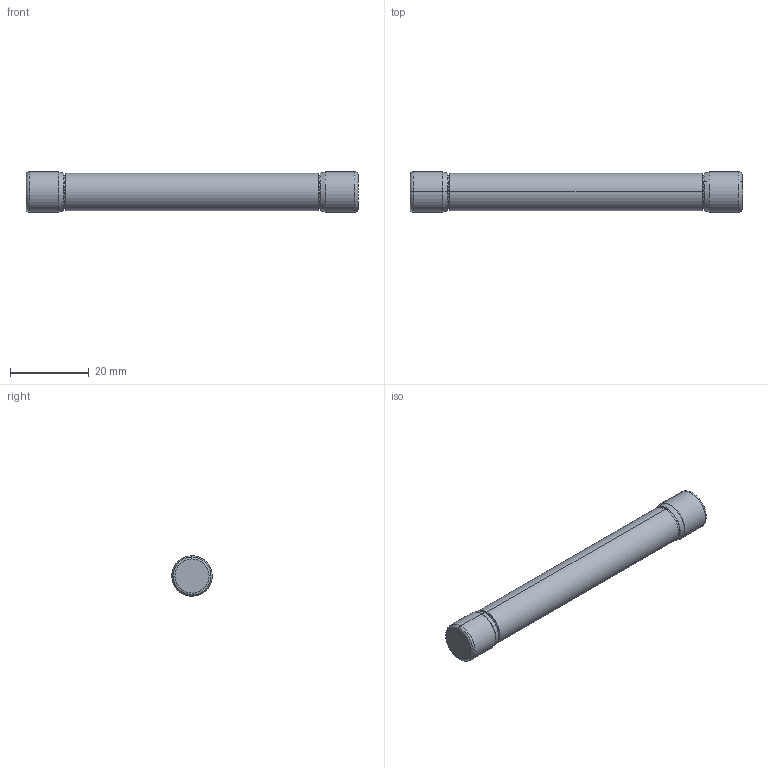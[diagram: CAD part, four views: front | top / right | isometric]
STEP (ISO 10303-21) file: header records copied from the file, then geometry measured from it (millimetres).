
FILE_DESCRIPTION (( 'STEP AP214' ), '1' );
FILE_NAME ('OUT-1205343.STEP', '2023-03-10T17:48:50', ( '' ), ( '' ), 'SwSTEP 2.0', 'SolidWorks 2021', '' );
FILE_SCHEMA (( 'AUTOMOTIVE_DESIGN' ));
Length unit declared in the file: inch
Products named in the file (5): 130326; 140124_AS ASSEMBLED; 330666_AS ASSEMBLED; OUT-1205343; 102218-02_CRIMPED
Assembly tree (7 placements, depth 2):
  OUT-1205343
    130326
    140124_AS ASSEMBLED  x2
    330666_AS ASSEMBLED  x2
    102218-02_CRIMPED  x2
Bounding box: 84.45 x 10.26 x 10.26 mm (x, y, z)
Volume: 3603.2 mm3; surface area: 6685.6 mm2
Topology: 7 solids, 7 shells, 180 faces, 400 edges, 240 vertices
Faces by surface type: cone 44, cylinder 44, torus 32, plane 28, bspline 16, sphere 16
Entity records: 3748 total; most frequent: CARTESIAN_POINT 969, DIRECTION 594, ORIENTED_EDGE 500, AXIS2_PLACEMENT_3D 259, EDGE_CURVE 250, VERTEX_POINT 148, CIRCLE 142, EDGE_LOOP 126
